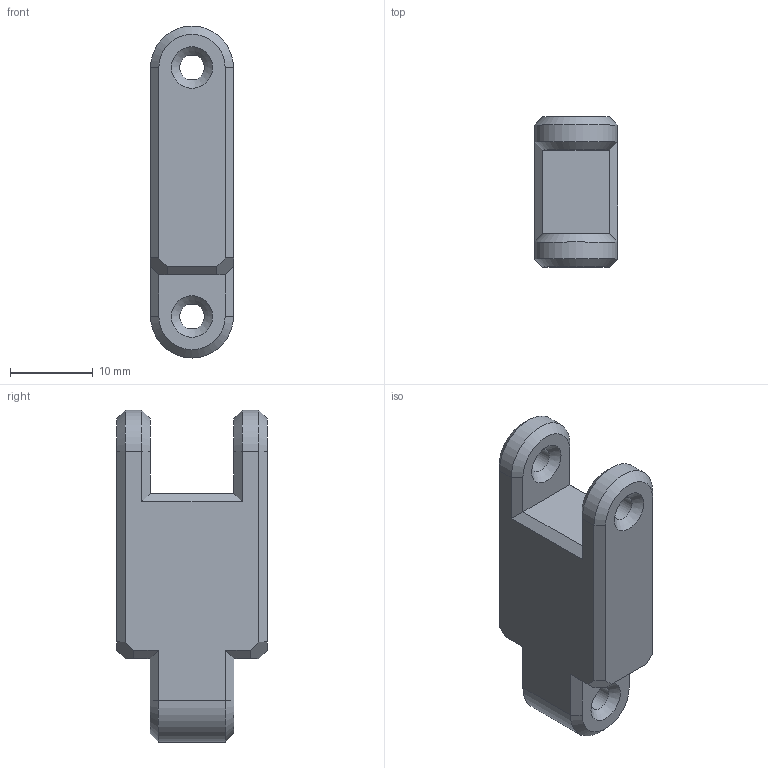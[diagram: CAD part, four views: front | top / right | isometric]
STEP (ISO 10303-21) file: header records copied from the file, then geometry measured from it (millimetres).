
FILE_DESCRIPTION(/* description */ (''),/* implementation_level */ '2;1');
FILE_NAME(/* name */ 'VerticalFold v1.step',/* time_stamp */ '2025-07-20T14:56:14-07:00',/* author */ (''),/* organization */ (''),/* preprocessor_version */ 'ST-DEVELOPER v20.1',/* originating_system */ 'Autodesk Translation Framework v14.10.0.0',/* authorisation */ '');
FILE_SCHEMA (('AUTOMOTIVE_DESIGN { 1 0 10303 214 3 1 1 }'));
Length unit declared in the file: millimetre
Products named in the file (1): VerticalFold
Bounding box: 10 x 18.1 x 40 mm (x, y, z)
Volume: 4915.4 mm3; surface area: 2230 mm2
Topology: 1 solids, 1 shells, 53 faces, 127 edges, 76 vertices
Faces by surface type: plane 35, cone 12, cylinder 6
Full cylindrical faces by diameter (mm): 3 x3
Entity records: 1549 total; most frequent: DIRECTION 259, CARTESIAN_POINT 257, ORIENTED_EDGE 254, EDGE_CURVE 127, LINE 103, VECTOR 103, AXIS2_PLACEMENT_3D 78, VERTEX_POINT 76
